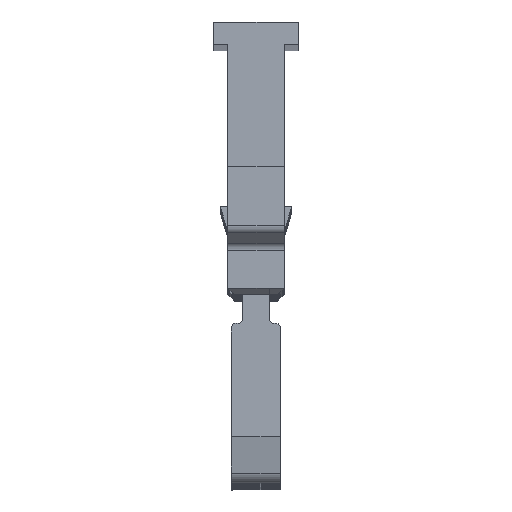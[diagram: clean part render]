
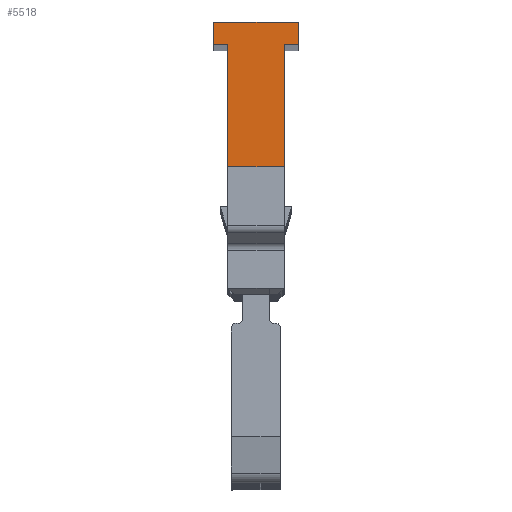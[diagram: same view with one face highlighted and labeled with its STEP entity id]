
A CAD part, top view. The second image highlights one B-rep face of the part: STEP entity #5518.
In plain terms, the highlighted planar face has unit normal (0, 0, 1).
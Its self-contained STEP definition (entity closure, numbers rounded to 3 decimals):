
#1187 = CARTESIAN_POINT ( 'NONE',  ( 112.228, 249.11, 55.407 ) ) ;
#1207 = CARTESIAN_POINT ( 'NONE',  ( 112.228, 242.644, 55.407 ) ) ;
#2288 = CARTESIAN_POINT ( 'NONE',  ( 112.978, 250.31, 55.407 ) ) ;
#2304 = CARTESIAN_POINT ( 'NONE',  ( 108.478, 249.11, 55.407 ) ) ;
#2327 = CARTESIAN_POINT ( 'NONE',  ( 109.228, 249.11, 55.407 ) ) ;
#2381 = CARTESIAN_POINT ( 'NONE',  ( 112.978, 249.11, 55.407 ) ) ;
#2392 = CARTESIAN_POINT ( 'NONE',  ( 108.478, 250.31, 55.407 ) ) ;
#4371 = EDGE_CURVE ( 'NONE', #13585, #18690, #18436, .T. ) ;
#5518 = ADVANCED_FACE ( 'NONE', ( #26322 ), #26305, .T. ) ;
#5894 = ORIENTED_EDGE ( 'NONE', *, *, #8673, .T. ) ;
#5958 = ORIENTED_EDGE ( 'NONE', *, *, #11071, .T. ) ;
#5964 = ORIENTED_EDGE ( 'NONE', *, *, #8705, .F. ) ;
#5967 = ORIENTED_EDGE ( 'NONE', *, *, #8606, .T. ) ;
#5971 = ORIENTED_EDGE ( 'NONE', *, *, #4371, .T. ) ;
#5986 = ORIENTED_EDGE ( 'NONE', *, *, #8969, .T. ) ;
#5993 = ORIENTED_EDGE ( 'NONE', *, *, #8679, .F. ) ;
#5995 = ORIENTED_EDGE ( 'NONE', *, *, #8615, .F. ) ;
#7410 = EDGE_LOOP ( 'NONE', ( #5986, #5971, #5958, #5964, #5993, #5967, #5995, #5894 ) ) ;
#8497 = LINE ( 'NONE', #8565, #23478 ) ;
#8536 = CARTESIAN_POINT ( 'NONE',  ( 108.478, 249.11, 55.407 ) ) ;
#8537 = LINE ( 'NONE', #8536, #23480 ) ;
#8542 = DIRECTION ( 'NONE',  ( -1., 0., 0. ) ) ;
#8565 = CARTESIAN_POINT ( 'NONE',  ( 86.903, 250.31, 55.407 ) ) ;
#8569 = DIRECTION ( 'NONE',  ( 0., 1., 0. ) ) ;
#8606 = EDGE_CURVE ( 'NONE', #18992, #19014, #8497, .T. ) ;
#8615 = EDGE_CURVE ( 'NONE', #18997, #19014, #8537, .T. ) ;
#8673 = EDGE_CURVE ( 'NONE', #18997, #18970, #24864, .T. ) ;
#8679 = EDGE_CURVE ( 'NONE', #18992, #19008, #24830, .T. ) ;
#8705 = EDGE_CURVE ( 'NONE', #19008, #18707, #24951, .T. ) ;
#8969 = EDGE_CURVE ( 'NONE', #18970, #13585, #27554, .T. ) ;
#11071 = EDGE_CURVE ( 'NONE', #18690, #18707, #19440, .T. ) ;
#13585 = VERTEX_POINT ( 'NONE', #26771 ) ;
#18428 = CARTESIAN_POINT ( 'NONE',  ( 86.903, 242.644, 55.407 ) ) ;
#18433 = DIRECTION ( 'NONE',  ( 1., 0., 0. ) ) ;
#18436 = LINE ( 'NONE', #18428, #20406 ) ;
#18690 = VERTEX_POINT ( 'NONE', #1207 ) ;
#18707 = VERTEX_POINT ( 'NONE', #1187 ) ;
#18970 = VERTEX_POINT ( 'NONE', #2327 ) ;
#18992 = VERTEX_POINT ( 'NONE', #2288 ) ;
#18997 = VERTEX_POINT ( 'NONE', #2304 ) ;
#19008 = VERTEX_POINT ( 'NONE', #2381 ) ;
#19014 = VERTEX_POINT ( 'NONE', #2392 ) ;
#19440 = LINE ( 'NONE', #19466, #23687 ) ;
#19450 = DIRECTION ( 'NONE',  ( 0., 1., 0. ) ) ;
#19466 = CARTESIAN_POINT ( 'NONE',  ( 112.228, 249.11, 55.407 ) ) ;
#20406 = VECTOR ( 'NONE', #18433, 1000. ) ;
#22324 = VECTOR ( 'NONE', #27540, 1000. ) ;
#23478 = VECTOR ( 'NONE', #8542, 1000. ) ;
#23480 = VECTOR ( 'NONE', #8569, 1000. ) ;
#23648 = VECTOR ( 'NONE', #24906, 1000. ) ;
#23687 = VECTOR ( 'NONE', #19450, 1000. ) ;
#23723 = VECTOR ( 'NONE', #24917, 1000. ) ;
#23758 = VECTOR ( 'NONE', #24866, 1000. ) ;
#24089 = AXIS2_PLACEMENT_3D ( 'NONE', #26306, #26329, #26313 ) ;
#24828 = CARTESIAN_POINT ( 'NONE',  ( 86.903, 249.11, 55.407 ) ) ;
#24830 = LINE ( 'NONE', #24905, #23648 ) ;
#24864 = LINE ( 'NONE', #24828, #23758 ) ;
#24866 = DIRECTION ( 'NONE',  ( 1., 0., 0. ) ) ;
#24905 = CARTESIAN_POINT ( 'NONE',  ( 112.978, 249.11, 55.407 ) ) ;
#24906 = DIRECTION ( 'NONE',  ( 0., -1., 0. ) ) ;
#24917 = DIRECTION ( 'NONE',  ( -1., 0., 0. ) ) ;
#24951 = LINE ( 'NONE', #24954, #23723 ) ;
#24954 = CARTESIAN_POINT ( 'NONE',  ( 112.728, 249.11, 55.407 ) ) ;
#26305 = PLANE ( 'NONE',  #24089 ) ;
#26306 = CARTESIAN_POINT ( 'NONE',  ( 86.903, 249.11, 55.407 ) ) ;
#26313 = DIRECTION ( 'NONE',  ( 1., 0., 0. ) ) ;
#26322 = FACE_OUTER_BOUND ( 'NONE', #7410, .T. ) ;
#26329 = DIRECTION ( 'NONE',  ( 0., 0., 1. ) ) ;
#26771 = CARTESIAN_POINT ( 'NONE',  ( 109.228, 242.644, 55.407 ) ) ;
#27540 = DIRECTION ( 'NONE',  ( 0., -1., 0. ) ) ;
#27554 = LINE ( 'NONE', #27557, #22324 ) ;
#27557 = CARTESIAN_POINT ( 'NONE',  ( 109.228, 239.51, 55.407 ) ) ;
